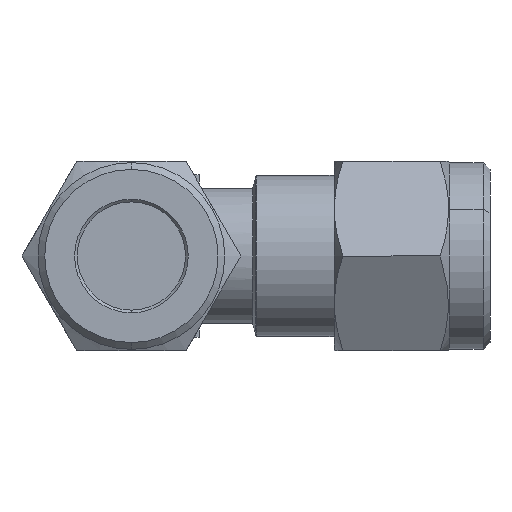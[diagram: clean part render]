
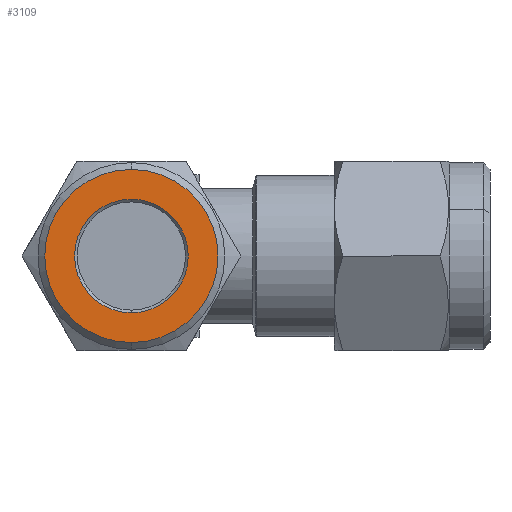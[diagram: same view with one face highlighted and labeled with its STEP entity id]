
A CAD part, left-side view. The second image highlights one B-rep face of the part: STEP entity #3109.
In plain terms, the highlighted planar face has unit normal (-1, 0, 0).
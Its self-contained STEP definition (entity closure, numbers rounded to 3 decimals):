
#187 = VERTEX_POINT ( 'NONE', #3483 ) ;
#190 = VERTEX_POINT ( 'NONE', #3486 ) ;
#743 = ORIENTED_EDGE ( 'NONE', *, *, #1889, .T. ) ;
#744 = ORIENTED_EDGE ( 'NONE', *, *, #3448, .T. ) ;
#745 = ORIENTED_EDGE ( 'NONE', *, *, #3437, .T. ) ;
#746 = ORIENTED_EDGE ( 'NONE', *, *, #1890, .T. ) ;
#815 = EDGE_LOOP ( 'NONE', ( #745, #746 ) ) ;
#819 = EDGE_LOOP ( 'NONE', ( #743, #744 ) ) ;
#1429 = AXIS2_PLACEMENT_3D ( 'NONE', #3329, #3330, #3331 ) ;
#1435 = AXIS2_PLACEMENT_3D ( 'NONE', #3359, #3360, #3361 ) ;
#1889 = EDGE_CURVE ( 'NONE', #3121, #3122, #2508, .T. ) ;
#1890 = EDGE_CURVE ( 'NONE', #187, #190, #2501, .T. ) ;
#2501 = CIRCLE ( 'NONE', #2829, 4.2 ) ;
#2508 = CIRCLE ( 'NONE', #2828, 6.4 ) ;
#2658 = CARTESIAN_POINT ( 'NONE',  ( -26.5, 21., 0. ) ) ;
#2659 = DIRECTION ( 'NONE',  ( -1., 0., 0. ) ) ;
#2660 = DIRECTION ( 'NONE',  ( 0., 0., 1. ) ) ;
#2663 = CARTESIAN_POINT ( 'NONE',  ( -26.5, 21., 0. ) ) ;
#2664 = DIRECTION ( 'NONE',  ( 1., 0., 0. ) ) ;
#2665 = DIRECTION ( 'NONE',  ( 0., 0., -1. ) ) ;
#2828 = AXIS2_PLACEMENT_3D ( 'NONE', #2658, #2659, #2660 ) ;
#2829 = AXIS2_PLACEMENT_3D ( 'NONE', #2663, #2664, #2665 ) ;
#2971 = AXIS2_PLACEMENT_3D ( 'NONE', #3178, #3177, #3182 ) ;
#3109 = ADVANCED_FACE ( 'NONE', ( #3658, #3660 ), #3180, .T. ) ;
#3121 = VERTEX_POINT ( 'NONE', #3214 ) ;
#3122 = VERTEX_POINT ( 'NONE', #3215 ) ;
#3177 = DIRECTION ( 'NONE',  ( -1., 0., 0. ) ) ;
#3178 = CARTESIAN_POINT ( 'NONE',  ( -26.5, 27.9, 0. ) ) ;
#3180 = PLANE ( 'NONE',  #2971 ) ;
#3182 = DIRECTION ( 'NONE',  ( 0., 0., 1. ) ) ;
#3214 = CARTESIAN_POINT ( 'NONE',  ( -26.5, 21., -6.4 ) ) ;
#3215 = CARTESIAN_POINT ( 'NONE',  ( -26.5, 21., 6.4 ) ) ;
#3329 = CARTESIAN_POINT ( 'NONE',  ( -26.5, 21., 0. ) ) ;
#3330 = DIRECTION ( 'NONE',  ( 1., 0., 0. ) ) ;
#3331 = DIRECTION ( 'NONE',  ( 0., 0., -1. ) ) ;
#3359 = CARTESIAN_POINT ( 'NONE',  ( -26.5, 21., 0. ) ) ;
#3360 = DIRECTION ( 'NONE',  ( -1., 0., 0. ) ) ;
#3361 = DIRECTION ( 'NONE',  ( 0., 0., 1. ) ) ;
#3437 = EDGE_CURVE ( 'NONE', #190, #187, #3714, .T. ) ;
#3448 = EDGE_CURVE ( 'NONE', #3122, #3121, #3736, .T. ) ;
#3483 = CARTESIAN_POINT ( 'NONE',  ( -26.5, 21., -4.2 ) ) ;
#3486 = CARTESIAN_POINT ( 'NONE',  ( -26.5, 21., 4.2 ) ) ;
#3658 = FACE_OUTER_BOUND ( 'NONE', #819, .T. ) ;
#3660 = FACE_BOUND ( 'NONE', #815, .T. ) ;
#3714 = CIRCLE ( 'NONE', #1429, 4.2 ) ;
#3736 = CIRCLE ( 'NONE', #1435, 6.4 ) ;
